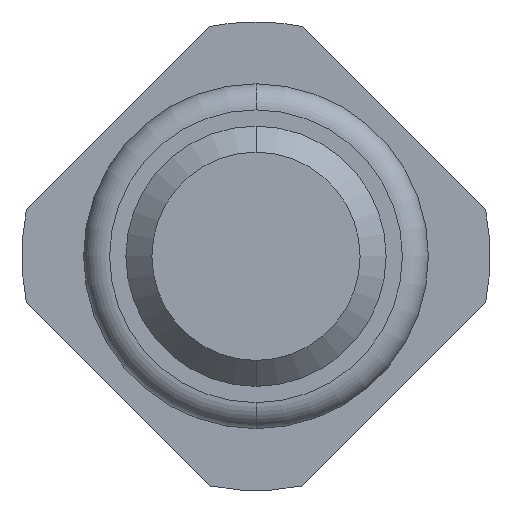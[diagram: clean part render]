
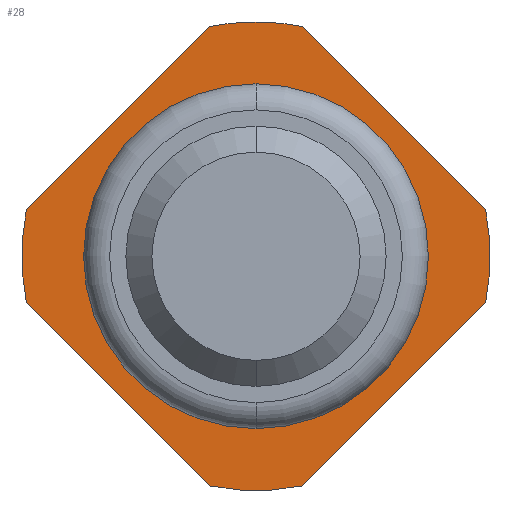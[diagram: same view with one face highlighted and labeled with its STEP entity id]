
A CAD part, front view. The second image highlights one B-rep face of the part: STEP entity #28.
In plain terms, the highlighted planar face has unit normal (0, -1, 0).
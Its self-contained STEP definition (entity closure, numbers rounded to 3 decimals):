
#28 = ADVANCED_FACE ( 'Defeature ausgef�hrt2_0', ( #1532, #3279 ), #191, .F. ) ;
#32 = VERTEX_POINT ( 'NONE', #987 ) ;
#81 = VECTOR ( 'NONE', #1565, 1000. ) ;
#87 = CARTESIAN_POINT ( 'NONE',  ( 0.357, -2., -1.764 ) ) ;
#91 = VERTEX_POINT ( 'NONE', #2887 ) ;
#94 = CARTESIAN_POINT ( 'NONE',  ( 0., -2., 0. ) ) ;
#147 = VERTEX_POINT ( 'NONE', #3464 ) ;
#177 = EDGE_CURVE ( 'Defeature ausgef�hrt2_1+Defeature ausgef�hrt2_0+Defeature ausgef�hrt2_18+Defeature ausgef�hrt2_15', #2202, #32, #3501, .T. ) ;
#191 = PLANE ( 'NONE',  #695 ) ;
#273 = AXIS2_PLACEMENT_3D ( 'NONE', #3555, #1093, #2750 ) ;
#276 = VERTEX_POINT ( 'NONE', #1986 ) ;
#286 = DIRECTION ( 'NONE',  ( 0., 1., 0. ) ) ;
#312 = DIRECTION ( 'NONE',  ( 0., 0., 1. ) ) ;
#320 = VECTOR ( 'NONE', #2865, 1000. ) ;
#416 = CARTESIAN_POINT ( 'NONE',  ( 0., -2., 0. ) ) ;
#496 = AXIS2_PLACEMENT_3D ( 'NONE', #2921, #1282, #1010 ) ;
#573 = VERTEX_POINT ( 'NONE', #3405 ) ;
#653 = LINE ( 'NONE', #3207, #81 ) ;
#683 = LINE ( 'NONE', #930, #320 ) ;
#693 = CARTESIAN_POINT ( 'NONE',  ( 0., -2., 1.325 ) ) ;
#695 = AXIS2_PLACEMENT_3D ( 'NONE', #1539, #2929, #760 ) ;
#713 = DIRECTION ( 'NONE',  ( 0., 1., 0. ) ) ;
#718 = DIRECTION ( 'NONE',  ( -0.707, 0., 0.707 ) ) ;
#760 = DIRECTION ( 'NONE',  ( 0., 0., 1. ) ) ;
#774 = DIRECTION ( 'NONE',  ( 0.707, 0., 0.707 ) ) ;
#798 = EDGE_CURVE ( 'Defeature ausgef�hrt2_2+Defeature ausgef�hrt2_0+Defeature ausgef�hrt2_17+Defeature ausgef�hrt2_18', #276, #573, #1291, .T. ) ;
#804 = ORIENTED_EDGE ( 'NONE', *, *, #2021, .F. ) ;
#814 = CIRCLE ( 'NONE', #2726, 1.325 ) ;
#838 = CIRCLE ( 'NONE', #2972, 1.8 ) ;
#867 = ORIENTED_EDGE ( 'NONE', *, *, #2575, .F. ) ;
#895 = CARTESIAN_POINT ( 'NONE',  ( 1.764, -2., 0.357 ) ) ;
#930 = CARTESIAN_POINT ( 'NONE',  ( 1.961, -2., -0.161 ) ) ;
#960 = ORIENTED_EDGE ( 'NONE', *, *, #2625, .T. ) ;
#987 = CARTESIAN_POINT ( 'NONE',  ( 1.764, -2., -0.357 ) ) ;
#1010 = DIRECTION ( 'NONE',  ( 0., 0., 1. ) ) ;
#1093 = DIRECTION ( 'NONE',  ( 0., 1., 0. ) ) ;
#1117 = EDGE_CURVE ( 'Defeature ausgef�hrt2_2+Defeature ausgef�hrt2_0+Defeature ausgef�hrt2_17+Defeature ausgef�hrt2_18', #573, #91, #2067, .T. ) ;
#1181 = CARTESIAN_POINT ( 'NONE',  ( 0., -2., 0. ) ) ;
#1189 = VERTEX_POINT ( 'NONE', #3524 ) ;
#1211 = ORIENTED_EDGE ( 'NONE', *, *, #177, .F. ) ;
#1233 = CARTESIAN_POINT ( 'NONE',  ( -1.764, -2., -0.357 ) ) ;
#1242 = EDGE_CURVE ( 'Defeature ausgef�hrt2_4+Defeature ausgef�hrt2_0+Defeature ausgef�hrt2_15+Defeature ausgef�hrt2_16', #3353, #3400, #838, .T. ) ;
#1282 = DIRECTION ( 'NONE',  ( 0., 1., 0. ) ) ;
#1291 = CIRCLE ( 'NONE', #273, 1.8 ) ;
#1361 = CARTESIAN_POINT ( 'NONE',  ( -0.161, -2., 1.961 ) ) ;
#1532 = FACE_BOUND ( 'NONE', #3120, .T. ) ;
#1539 = CARTESIAN_POINT ( 'NONE',  ( 1.8, -2., 0. ) ) ;
#1559 = ORIENTED_EDGE ( 'NONE', *, *, #3337, .F. ) ;
#1565 = DIRECTION ( 'NONE',  ( 0.707, 0., -0.707 ) ) ;
#1687 = EDGE_CURVE ( 'Defeature ausgef�hrt2_0+Defeature ausgef�hrt2_12+Defeature ausgef�hrt2_12+Defeature ausgef�hrt2_12', #1189, #2066, #3594, .T. ) ;
#1715 = VECTOR ( 'NONE', #718, 1000. ) ;
#1748 = VECTOR ( 'NONE', #774, 1000. ) ;
#1807 = AXIS2_PLACEMENT_3D ( 'NONE', #3243, #713, #2676 ) ;
#1836 = ORIENTED_EDGE ( 'NONE', *, *, #1687, .T. ) ;
#1945 = CARTESIAN_POINT ( 'NONE',  ( 0., -2., 0. ) ) ;
#1973 = DIRECTION ( 'NONE',  ( 0., 1., 0. ) ) ;
#1986 = CARTESIAN_POINT ( 'NONE',  ( -0.357, -2., 1.764 ) ) ;
#2021 = EDGE_CURVE ( 'Defeature ausgef�hrt2_16+Defeature ausgef�hrt2_0+Defeature ausgef�hrt2_4+Defeature ausgef�hrt2_3', #3400, #2243, #3084, .T. ) ;
#2059 = DIRECTION ( 'NONE',  ( 0., 0., 1. ) ) ;
#2066 = VERTEX_POINT ( 'NONE', #693 ) ;
#2067 = CIRCLE ( 'NONE', #1807, 1.8 ) ;
#2072 = DIRECTION ( 'NONE',  ( 0., 0., 1. ) ) ;
#2202 = VERTEX_POINT ( 'NONE', #895 ) ;
#2203 = LINE ( 'NONE', #1361, #1748 ) ;
#2237 = DIRECTION ( 'NONE',  ( 0., 0., 1. ) ) ;
#2243 = VERTEX_POINT ( 'NONE', #1233 ) ;
#2383 = CARTESIAN_POINT ( 'NONE',  ( -0.161, -2., -1.961 ) ) ;
#2432 = EDGE_CURVE ( 'Defeature ausgef�hrt2_18+Defeature ausgef�hrt2_0+Defeature ausgef�hrt2_2+Defeature ausgef�hrt2_1', #91, #2202, #653, .T. ) ;
#2546 = CIRCLE ( 'NONE', #3424, 1.8 ) ;
#2547 = ORIENTED_EDGE ( 'NONE', *, *, #1117, .F. ) ;
#2561 = ORIENTED_EDGE ( 'NONE', *, *, #2432, .F. ) ;
#2575 = EDGE_CURVE ( 'Defeature ausgef�hrt2_17+Defeature ausgef�hrt2_0+Defeature ausgef�hrt2_3+Defeature ausgef�hrt2_2', #147, #276, #2203, .T. ) ;
#2618 = DIRECTION ( 'NONE',  ( 0., 1., 0. ) ) ;
#2625 = EDGE_CURVE ( 'Defeature ausgef�hrt2_0+Defeature ausgef�hrt2_12+Defeature ausgef�hrt2_12+Defeature ausgef�hrt2_12', #2066, #1189, #814, .T. ) ;
#2642 = DIRECTION ( 'NONE',  ( 0., 1., 0. ) ) ;
#2676 = DIRECTION ( 'NONE',  ( 0., 0., 1. ) ) ;
#2726 = AXIS2_PLACEMENT_3D ( 'NONE', #1945, #286, #2237 ) ;
#2750 = DIRECTION ( 'NONE',  ( 0., 0., 1. ) ) ;
#2779 = ORIENTED_EDGE ( 'NONE', *, *, #3165, .F. ) ;
#2853 = CARTESIAN_POINT ( 'NONE',  ( -0.357, -2., -1.764 ) ) ;
#2865 = DIRECTION ( 'NONE',  ( -0.707, 0., -0.707 ) ) ;
#2887 = CARTESIAN_POINT ( 'NONE',  ( 0.357, -2., 1.764 ) ) ;
#2921 = CARTESIAN_POINT ( 'NONE',  ( 0., -2., 0. ) ) ;
#2929 = DIRECTION ( 'NONE',  ( 0., 1., 0. ) ) ;
#2972 = AXIS2_PLACEMENT_3D ( 'NONE', #416, #2642, #2059 ) ;
#3084 = LINE ( 'NONE', #2383, #1715 ) ;
#3120 = EDGE_LOOP ( 'NONE', ( #960, #1836 ) ) ;
#3165 = EDGE_CURVE ( 'Defeature ausgef�hrt2_3+Defeature ausgef�hrt2_0+Defeature ausgef�hrt2_16+Defeature ausgef�hrt2_17', #2243, #147, #2546, .T. ) ;
#3207 = CARTESIAN_POINT ( 'NONE',  ( 1.961, -2., 0.161 ) ) ;
#3227 = ORIENTED_EDGE ( 'NONE', *, *, #1242, .F. ) ;
#3243 = CARTESIAN_POINT ( 'NONE',  ( 0., -2., 0. ) ) ;
#3279 = FACE_OUTER_BOUND ( 'NONE', #3304, .T. ) ;
#3304 = EDGE_LOOP ( 'NONE', ( #2561, #2547, #3466, #867, #2779, #804, #3227, #1559, #1211 ) ) ;
#3337 = EDGE_CURVE ( 'Defeature ausgef�hrt2_15+Defeature ausgef�hrt2_0+Defeature ausgef�hrt2_1+Defeature ausgef�hrt2_4', #32, #3353, #683, .T. ) ;
#3353 = VERTEX_POINT ( 'NONE', #87 ) ;
#3400 = VERTEX_POINT ( 'NONE', #2853 ) ;
#3405 = CARTESIAN_POINT ( 'NONE',  ( 0., -2., 1.8 ) ) ;
#3424 = AXIS2_PLACEMENT_3D ( 'NONE', #1181, #1973, #312 ) ;
#3464 = CARTESIAN_POINT ( 'NONE',  ( -1.764, -2., 0.357 ) ) ;
#3466 = ORIENTED_EDGE ( 'NONE', *, *, #798, .F. ) ;
#3501 = CIRCLE ( 'NONE', #496, 1.8 ) ;
#3524 = CARTESIAN_POINT ( 'NONE',  ( 0., -2., -1.325 ) ) ;
#3554 = AXIS2_PLACEMENT_3D ( 'NONE', #94, #2618, #2072 ) ;
#3555 = CARTESIAN_POINT ( 'NONE',  ( 0., -2., 0. ) ) ;
#3594 = CIRCLE ( 'NONE', #3554, 1.325 ) ;
